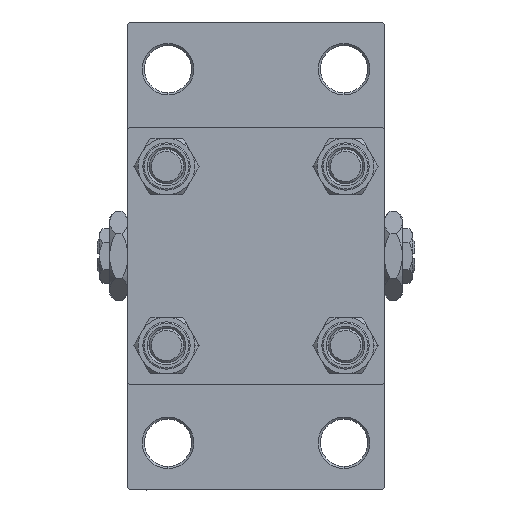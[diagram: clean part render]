
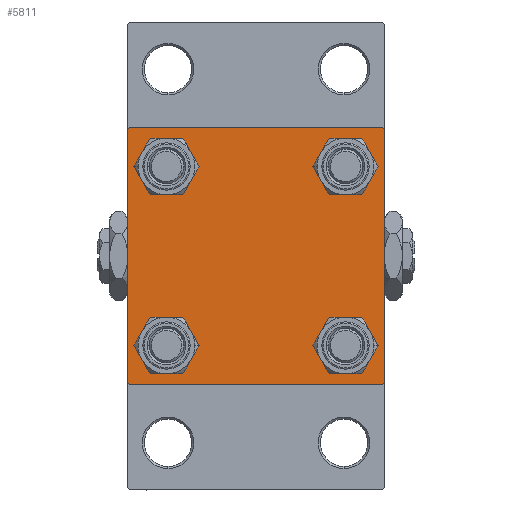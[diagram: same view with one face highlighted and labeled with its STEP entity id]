
A CAD part, left-side view. The second image highlights one B-rep face of the part: STEP entity #5811.
In plain terms, the highlighted planar face has unit normal (-1, 0, 0).
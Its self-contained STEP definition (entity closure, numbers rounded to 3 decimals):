
#18 = DIRECTION ( 'NONE',  ( 0., 0., 1. ) ) ;
#576 = VERTEX_POINT ( 'NONE', #37031 ) ;
#693 = VECTOR ( 'NONE', #12968, 1000. ) ;
#843 = VERTEX_POINT ( 'NONE', #26261 ) ;
#1035 = AXIS2_PLACEMENT_3D ( 'NONE', #32302, #43976, #20693 ) ;
#1425 = ORIENTED_EDGE ( 'NONE', *, *, #6721, .T. ) ;
#1676 = FACE_BOUND ( 'NONE', #31306, .T. ) ;
#2075 = CARTESIAN_POINT ( 'NONE',  ( 0., 29.5, 30. ) ) ;
#2244 = EDGE_CURVE ( 'NONE', #32559, #25165, #13516, .T. ) ;
#2448 = VERTEX_POINT ( 'NONE', #13954 ) ;
#2515 = VECTOR ( 'NONE', #16853, 1000. ) ;
#2653 = FACE_BOUND ( 'NONE', #29615, .T. ) ;
#2924 = DIRECTION ( 'NONE',  ( 0., -0.707, 0.707 ) ) ;
#3052 = DIRECTION ( 'NONE',  ( 0., 0., -1. ) ) ;
#3859 = CARTESIAN_POINT ( 'NONE',  ( 0., -29.75, 29.75 ) ) ;
#4481 = VERTEX_POINT ( 'NONE', #11526 ) ;
#4581 = AXIS2_PLACEMENT_3D ( 'NONE', #17580, #44088, #18077 ) ;
#4816 = ORIENTED_EDGE ( 'NONE', *, *, #39808, .T. ) ;
#4953 = VERTEX_POINT ( 'NONE', #21416 ) ;
#5555 = EDGE_CURVE ( 'NONE', #4481, #12750, #47074, .T. ) ;
#5811 = ADVANCED_FACE ( 'NONE', ( #32610, #2653, #1676, #28652, #16794 ), #20749, .T. ) ;
#6206 = ORIENTED_EDGE ( 'NONE', *, *, #7389, .T. ) ;
#6564 = AXIS2_PLACEMENT_3D ( 'NONE', #14249, #33047, #48190 ) ;
#6721 = EDGE_CURVE ( 'NONE', #22934, #843, #28669, .T. ) ;
#7034 = EDGE_CURVE ( 'NONE', #34547, #34478, #19210, .T. ) ;
#7389 = EDGE_CURVE ( 'NONE', #25165, #32559, #26348, .T. ) ;
#7816 = ORIENTED_EDGE ( 'NONE', *, *, #40278, .F. ) ;
#8554 = CIRCLE ( 'NONE', #4581, 4.5 ) ;
#9414 = CARTESIAN_POINT ( 'NONE',  ( 0., 29.75, -29.75 ) ) ;
#10104 = EDGE_CURVE ( 'NONE', #38161, #4953, #42150, .T. ) ;
#10317 = CARTESIAN_POINT ( 'NONE',  ( 0., -20.85, 25.35 ) ) ;
#10714 = DIRECTION ( 'NONE',  ( 1., 0., 0. ) ) ;
#11526 = CARTESIAN_POINT ( 'NONE',  ( 0., 30., -29.5 ) ) ;
#11652 = DIRECTION ( 'NONE',  ( 0., 0., 1. ) ) ;
#11772 = VECTOR ( 'NONE', #23145, 1000. ) ;
#11894 = DIRECTION ( 'NONE',  ( 1., 0., 0. ) ) ;
#12072 = CARTESIAN_POINT ( 'NONE',  ( 0., -20.85, 16.35 ) ) ;
#12496 = ORIENTED_EDGE ( 'NONE', *, *, #14071, .T. ) ;
#12519 = ORIENTED_EDGE ( 'NONE', *, *, #26857, .F. ) ;
#12750 = VERTEX_POINT ( 'NONE', #27509 ) ;
#12968 = DIRECTION ( 'NONE',  ( 0., 0., -1. ) ) ;
#13460 = EDGE_CURVE ( 'NONE', #12750, #44918, #48393, .T. ) ;
#13516 = CIRCLE ( 'NONE', #41199, 4.5 ) ;
#13653 = AXIS2_PLACEMENT_3D ( 'NONE', #23272, #11894, #11652 ) ;
#13810 = CARTESIAN_POINT ( 'NONE',  ( 0., 0., 0. ) ) ;
#13850 = DIRECTION ( 'NONE',  ( 1., 0., 0. ) ) ;
#13954 = CARTESIAN_POINT ( 'NONE',  ( 0., -29.5, 30. ) ) ;
#14022 = EDGE_CURVE ( 'NONE', #26152, #576, #31900, .T. ) ;
#14071 = EDGE_CURVE ( 'NONE', #44918, #43982, #47769, .T. ) ;
#14249 = CARTESIAN_POINT ( 'NONE',  ( 0., -20.85, -20.85 ) ) ;
#14443 = CARTESIAN_POINT ( 'NONE',  ( 0., 30., -30. ) ) ;
#14483 = VERTEX_POINT ( 'NONE', #17859 ) ;
#14609 = VECTOR ( 'NONE', #2924, 1000. ) ;
#14888 = CARTESIAN_POINT ( 'NONE',  ( 0., 20.85, -20.85 ) ) ;
#15228 = CARTESIAN_POINT ( 'NONE',  ( 0., 30., 30. ) ) ;
#15721 = ORIENTED_EDGE ( 'NONE', *, *, #2244, .T. ) ;
#15821 = DIRECTION ( 'NONE',  ( 0., 0., 1. ) ) ;
#16794 = FACE_OUTER_BOUND ( 'NONE', #44112, .T. ) ;
#16853 = DIRECTION ( 'NONE',  ( 0., -0.707, -0.707 ) ) ;
#17361 = EDGE_LOOP ( 'NONE', ( #1425, #25805 ) ) ;
#17580 = CARTESIAN_POINT ( 'NONE',  ( 0., 20.85, 20.85 ) ) ;
#17758 = ORIENTED_EDGE ( 'NONE', *, *, #27531, .T. ) ;
#17859 = CARTESIAN_POINT ( 'NONE',  ( 0., -30., 29.5 ) ) ;
#18042 = CARTESIAN_POINT ( 'NONE',  ( 0., -29.75, -29.75 ) ) ;
#18077 = DIRECTION ( 'NONE',  ( 0., 0., 1. ) ) ;
#18169 = CARTESIAN_POINT ( 'NONE',  ( 0., -30., 30. ) ) ;
#18866 = CARTESIAN_POINT ( 'NONE',  ( 0., -29.5, -30. ) ) ;
#18949 = ORIENTED_EDGE ( 'NONE', *, *, #36094, .T. ) ;
#19210 = CIRCLE ( 'NONE', #1035, 4.5 ) ;
#20693 = DIRECTION ( 'NONE',  ( 0., 0., 1. ) ) ;
#20749 = PLANE ( 'NONE',  #44473 ) ;
#21137 = AXIS2_PLACEMENT_3D ( 'NONE', #36860, #13850, #44566 ) ;
#21236 = DIRECTION ( 'NONE',  ( 0., 0., 1. ) ) ;
#21416 = CARTESIAN_POINT ( 'NONE',  ( 0., 20.85, -25.35 ) ) ;
#21763 = AXIS2_PLACEMENT_3D ( 'NONE', #14888, #10714, #18 ) ;
#22686 = DIRECTION ( 'NONE',  ( 0., 0.707, 0.707 ) ) ;
#22934 = VERTEX_POINT ( 'NONE', #44597 ) ;
#23139 = CARTESIAN_POINT ( 'NONE',  ( 0., -20.85, -20.85 ) ) ;
#23145 = DIRECTION ( 'NONE',  ( 0., -1., 0. ) ) ;
#23264 = VECTOR ( 'NONE', #29542, 1000. ) ;
#23272 = CARTESIAN_POINT ( 'NONE',  ( 0., 20.85, -20.85 ) ) ;
#24705 = CARTESIAN_POINT ( 'NONE',  ( 0., 20.85, -16.35 ) ) ;
#25165 = VERTEX_POINT ( 'NONE', #47598 ) ;
#25219 = CARTESIAN_POINT ( 'NONE',  ( 0., 29.75, 29.75 ) ) ;
#25623 = ORIENTED_EDGE ( 'NONE', *, *, #14022, .T. ) ;
#25805 = ORIENTED_EDGE ( 'NONE', *, *, #37868, .T. ) ;
#26152 = VERTEX_POINT ( 'NONE', #2075 ) ;
#26261 = CARTESIAN_POINT ( 'NONE',  ( 0., 20.85, 16.35 ) ) ;
#26348 = CIRCLE ( 'NONE', #6564, 4.5 ) ;
#26401 = LINE ( 'NONE', #3859, #26478 ) ;
#26478 = VECTOR ( 'NONE', #22686, 1000. ) ;
#26613 = LINE ( 'NONE', #15228, #11772 ) ;
#26857 = EDGE_CURVE ( 'NONE', #14483, #43982, #32510, .T. ) ;
#27509 = CARTESIAN_POINT ( 'NONE',  ( 0., 29.5, -30. ) ) ;
#27531 = EDGE_CURVE ( 'NONE', #4953, #38161, #38345, .T. ) ;
#27687 = DIRECTION ( 'NONE',  ( 1., 0., 0. ) ) ;
#28652 = FACE_BOUND ( 'NONE', #17361, .T. ) ;
#28669 = CIRCLE ( 'NONE', #34988, 4.5 ) ;
#29121 = ORIENTED_EDGE ( 'NONE', *, *, #5555, .T. ) ;
#29542 = DIRECTION ( 'NONE',  ( 0., -1., 0. ) ) ;
#29615 = EDGE_LOOP ( 'NONE', ( #15721, #6206 ) ) ;
#29957 = EDGE_CURVE ( 'NONE', #14483, #2448, #26401, .T. ) ;
#30039 = EDGE_LOOP ( 'NONE', ( #38271, #18949 ) ) ;
#31243 = VECTOR ( 'NONE', #3052, 1000. ) ;
#31306 = EDGE_LOOP ( 'NONE', ( #35504, #17758 ) ) ;
#31405 = CARTESIAN_POINT ( 'NONE',  ( 0., 20.85, 20.85 ) ) ;
#31900 = LINE ( 'NONE', #25219, #46219 ) ;
#32302 = CARTESIAN_POINT ( 'NONE',  ( 0., -20.85, 20.85 ) ) ;
#32510 = LINE ( 'NONE', #18169, #31243 ) ;
#32559 = VERTEX_POINT ( 'NONE', #46473 ) ;
#32610 = FACE_BOUND ( 'NONE', #30039, .T. ) ;
#33047 = DIRECTION ( 'NONE',  ( 1., 0., 0. ) ) ;
#33088 = ORIENTED_EDGE ( 'NONE', *, *, #13460, .T. ) ;
#34478 = VERTEX_POINT ( 'NONE', #12072 ) ;
#34547 = VERTEX_POINT ( 'NONE', #10317 ) ;
#34988 = AXIS2_PLACEMENT_3D ( 'NONE', #31405, #27687, #15821 ) ;
#35504 = ORIENTED_EDGE ( 'NONE', *, *, #10104, .T. ) ;
#36094 = EDGE_CURVE ( 'NONE', #34478, #34547, #44885, .T. ) ;
#36333 = DIRECTION ( 'NONE',  ( 0., 0.707, -0.707 ) ) ;
#36860 = CARTESIAN_POINT ( 'NONE',  ( 0., -20.85, 20.85 ) ) ;
#37031 = CARTESIAN_POINT ( 'NONE',  ( 0., 30., 29.5 ) ) ;
#37868 = EDGE_CURVE ( 'NONE', #843, #22934, #8554, .T. ) ;
#38161 = VERTEX_POINT ( 'NONE', #24705 ) ;
#38224 = DIRECTION ( 'NONE',  ( 0., 0., 1. ) ) ;
#38271 = ORIENTED_EDGE ( 'NONE', *, *, #7034, .T. ) ;
#38345 = CIRCLE ( 'NONE', #21763, 4.5 ) ;
#39808 = EDGE_CURVE ( 'NONE', #576, #4481, #43670, .T. ) ;
#39912 = CARTESIAN_POINT ( 'NONE',  ( 0., -30., -29.5 ) ) ;
#40278 = EDGE_CURVE ( 'NONE', #26152, #2448, #26613, .T. ) ;
#41199 = AXIS2_PLACEMENT_3D ( 'NONE', #23139, #45930, #38224 ) ;
#41754 = ORIENTED_EDGE ( 'NONE', *, *, #29957, .T. ) ;
#42150 = CIRCLE ( 'NONE', #13653, 4.5 ) ;
#43534 = DIRECTION ( 'NONE',  ( -1., 0., 0. ) ) ;
#43670 = LINE ( 'NONE', #47890, #693 ) ;
#43976 = DIRECTION ( 'NONE',  ( 1., 0., 0. ) ) ;
#43982 = VERTEX_POINT ( 'NONE', #39912 ) ;
#44088 = DIRECTION ( 'NONE',  ( 1., 0., 0. ) ) ;
#44112 = EDGE_LOOP ( 'NONE', ( #4816, #29121, #33088, #12496, #12519, #41754, #7816, #25623 ) ) ;
#44473 = AXIS2_PLACEMENT_3D ( 'NONE', #13810, #43534, #21236 ) ;
#44566 = DIRECTION ( 'NONE',  ( 0., 0., 1. ) ) ;
#44597 = CARTESIAN_POINT ( 'NONE',  ( 0., 20.85, 25.35 ) ) ;
#44885 = CIRCLE ( 'NONE', #21137, 4.5 ) ;
#44918 = VERTEX_POINT ( 'NONE', #18866 ) ;
#45930 = DIRECTION ( 'NONE',  ( 1., 0., 0. ) ) ;
#46219 = VECTOR ( 'NONE', #36333, 1000. ) ;
#46473 = CARTESIAN_POINT ( 'NONE',  ( 0., -20.85, -16.35 ) ) ;
#47074 = LINE ( 'NONE', #9414, #2515 ) ;
#47598 = CARTESIAN_POINT ( 'NONE',  ( 0., -20.85, -25.35 ) ) ;
#47769 = LINE ( 'NONE', #18042, #14609 ) ;
#47890 = CARTESIAN_POINT ( 'NONE',  ( 0., 30., 30. ) ) ;
#48190 = DIRECTION ( 'NONE',  ( 0., 0., 1. ) ) ;
#48393 = LINE ( 'NONE', #14443, #23264 ) ;
